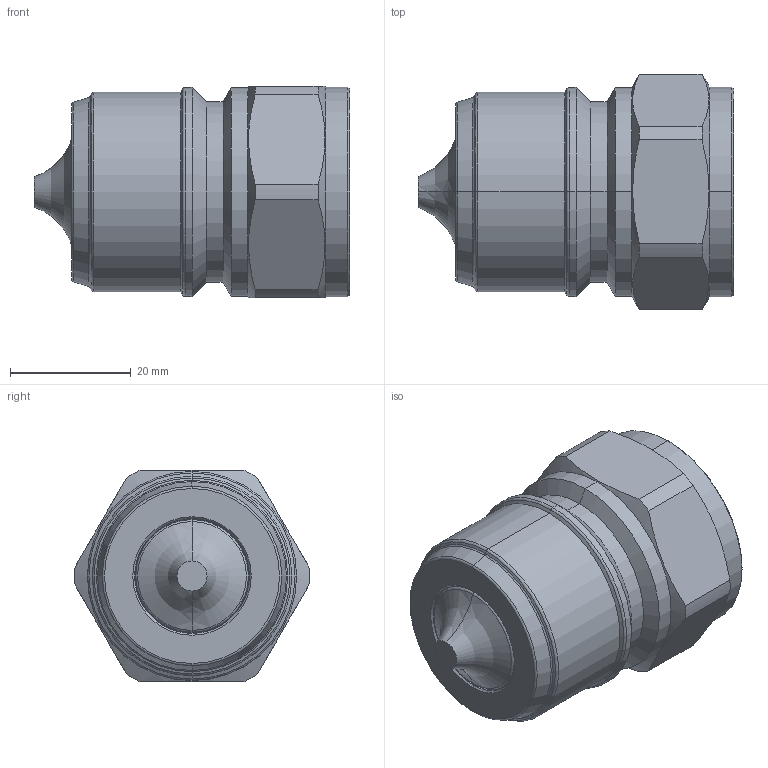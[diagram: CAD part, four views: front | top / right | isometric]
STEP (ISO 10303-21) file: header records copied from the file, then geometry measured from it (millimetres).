
FILE_DESCRIPTION (( 'STEP AP214' ), '1' );
FILE_NAME ('7520-QC.STEP', '2015-09-03T14:52:06', ( 'admin' ), ( 'Microsoft' ), 'SwSTEP 2.0', 'SolidWorks 2009', '' );
FILE_SCHEMA (( 'AUTOMOTIVE_DESIGN' ));
Length unit declared in the file: millimetre
Products named in the file (1): 7520-QC
Bounding box: 52.2 x 38.99 x 35 mm (x, y, z)
Volume: 33202.8 mm3; surface area: 8550.5 mm2
Topology: 1 solids, 1 shells, 66 faces, 144 edges, 82 vertices
Faces by surface type: cone 24, cylinder 20, torus 12, plane 10
Entity records: 1980 total; most frequent: CARTESIAN_POINT 437, DIRECTION 340, ORIENTED_EDGE 288, AXIS2_PLACEMENT_3D 145, EDGE_CURVE 144, VERTEX_POINT 82, CIRCLE 78, EDGE_LOOP 68
